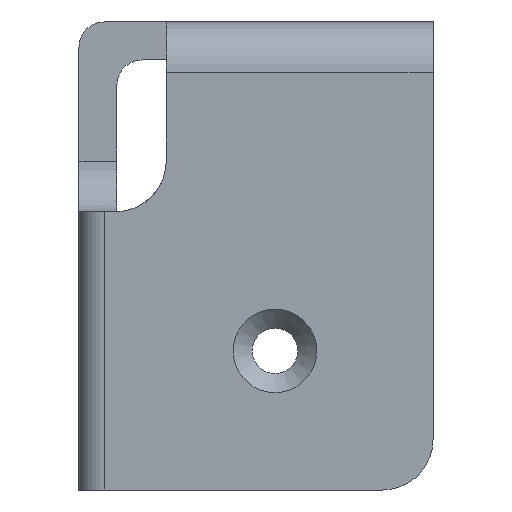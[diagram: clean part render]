
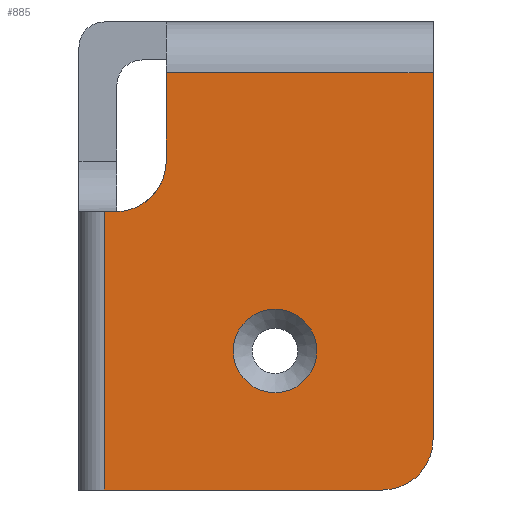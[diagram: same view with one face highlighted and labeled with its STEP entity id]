
A CAD part, left-side view. The second image highlights one B-rep face of the part: STEP entity #885.
In plain terms, the highlighted planar face has unit normal (-1, 0, 0).
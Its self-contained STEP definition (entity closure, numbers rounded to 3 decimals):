
#19=FACE_BOUND('',#133,.T.);
#33=PLANE('',#991);
#86=FACE_OUTER_BOUND('',#132,.T.);
#132=EDGE_LOOP('',(#697,#698,#699,#700,#701,#702,#703,#704));
#133=EDGE_LOOP('',(#705,#706));
#198=LINE('',#1468,#267);
#199=LINE('',#1470,#268);
#200=LINE('',#1472,#269);
#201=LINE('',#1476,#270);
#202=LINE('',#1478,#271);
#203=LINE('',#1479,#272);
#267=VECTOR('',#1190,10.);
#268=VECTOR('',#1191,10.);
#269=VECTOR('',#1192,10.);
#270=VECTOR('',#1195,10.);
#271=VECTOR('',#1196,10.);
#272=VECTOR('',#1197,10.);
#318=CIRCLE('',#946,3.3);
#319=CIRCLE('',#947,3.3);
#348=CIRCLE('',#989,4.);
#350=CIRCLE('',#992,4.);
#380=VERTEX_POINT('',#1353);
#381=VERTEX_POINT('',#1354);
#420=VERTEX_POINT('',#1458);
#421=VERTEX_POINT('',#1459);
#424=VERTEX_POINT('',#1467);
#425=VERTEX_POINT('',#1469);
#426=VERTEX_POINT('',#1471);
#427=VERTEX_POINT('',#1473);
#428=VERTEX_POINT('',#1475);
#429=VERTEX_POINT('',#1477);
#475=EDGE_CURVE('',#380,#381,#318,.T.);
#476=EDGE_CURVE('',#381,#380,#319,.T.);
#527=EDGE_CURVE('',#420,#421,#348,.T.);
#531=EDGE_CURVE('',#420,#424,#198,.T.);
#532=EDGE_CURVE('',#425,#424,#199,.T.);
#533=EDGE_CURVE('',#426,#425,#200,.T.);
#534=EDGE_CURVE('',#427,#426,#350,.T.);
#535=EDGE_CURVE('',#427,#428,#201,.T.);
#536=EDGE_CURVE('',#429,#428,#202,.T.);
#537=EDGE_CURVE('',#429,#421,#203,.T.);
#697=ORIENTED_EDGE('',*,*,#527,.F.);
#698=ORIENTED_EDGE('',*,*,#531,.T.);
#699=ORIENTED_EDGE('',*,*,#532,.F.);
#700=ORIENTED_EDGE('',*,*,#533,.F.);
#701=ORIENTED_EDGE('',*,*,#534,.F.);
#702=ORIENTED_EDGE('',*,*,#535,.T.);
#703=ORIENTED_EDGE('',*,*,#536,.F.);
#704=ORIENTED_EDGE('',*,*,#537,.T.);
#705=ORIENTED_EDGE('',*,*,#475,.T.);
#706=ORIENTED_EDGE('',*,*,#476,.T.);
#885=ADVANCED_FACE('',(#86,#19),#33,.T.);
#946=AXIS2_PLACEMENT_3D('',#1355,#1074,#1075);
#947=AXIS2_PLACEMENT_3D('',#1356,#1076,#1077);
#989=AXIS2_PLACEMENT_3D('',#1460,#1182,#1183);
#991=AXIS2_PLACEMENT_3D('',#1466,#1188,#1189);
#992=AXIS2_PLACEMENT_3D('',#1474,#1193,#1194);
#1074=DIRECTION('center_axis',(1.,0.,0.));
#1075=DIRECTION('ref_axis',(0.,0.,1.));
#1076=DIRECTION('center_axis',(1.,0.,0.));
#1077=DIRECTION('ref_axis',(0.,0.,1.));
#1182=DIRECTION('center_axis',(1.,0.,0.));
#1183=DIRECTION('ref_axis',(0.,-0.707,-0.707));
#1188=DIRECTION('center_axis',(-1.,0.,0.));
#1189=DIRECTION('ref_axis',(0.,0.,1.));
#1190=DIRECTION('',(0.,0.,1.));
#1191=DIRECTION('',(0.,-1.,0.));
#1192=DIRECTION('',(0.,0.,1.));
#1193=DIRECTION('center_axis',(-1.,0.,0.));
#1194=DIRECTION('ref_axis',(0.,-0.707,-0.707));
#1195=DIRECTION('',(0.,1.,0.));
#1196=DIRECTION('',(0.,0.,1.));
#1197=DIRECTION('',(0.,-1.,0.));
#1353=CARTESIAN_POINT('',(-32.25,-12.5,3.3));
#1354=CARTESIAN_POINT('',(-32.25,-12.5,-3.3));
#1355=CARTESIAN_POINT('Origin',(-32.25,-12.5,0.));
#1356=CARTESIAN_POINT('Origin',(-32.25,-12.5,0.));
#1458=CARTESIAN_POINT('',(-32.25,-25.,-7.));
#1459=CARTESIAN_POINT('',(-32.25,-21.,-11.));
#1460=CARTESIAN_POINT('Origin',(-32.25,-21.,-7.));
#1466=CARTESIAN_POINT('Origin',(-32.25,-11.,0.));
#1467=CARTESIAN_POINT('',(-32.25,-25.,22.));
#1468=CARTESIAN_POINT('',(-32.25,-25.,11.));
#1469=CARTESIAN_POINT('',(-32.25,-3.9,22.));
#1470=CARTESIAN_POINT('',(-32.25,-12.725,22.));
#1471=CARTESIAN_POINT('',(-32.25,-3.9,15.));
#1472=CARTESIAN_POINT('',(-32.25,-3.9,23.));
#1473=CARTESIAN_POINT('',(-32.25,0.1,11.));
#1474=CARTESIAN_POINT('Origin',(-32.25,0.1,15.));
#1475=CARTESIAN_POINT('',(-32.25,1.,11.));
#1476=CARTESIAN_POINT('',(-32.25,-25.,11.));
#1477=CARTESIAN_POINT('',(-32.25,1.,-11.));
#1478=CARTESIAN_POINT('',(-32.25,1.,0.));
#1479=CARTESIAN_POINT('',(-32.25,3.,-11.));
